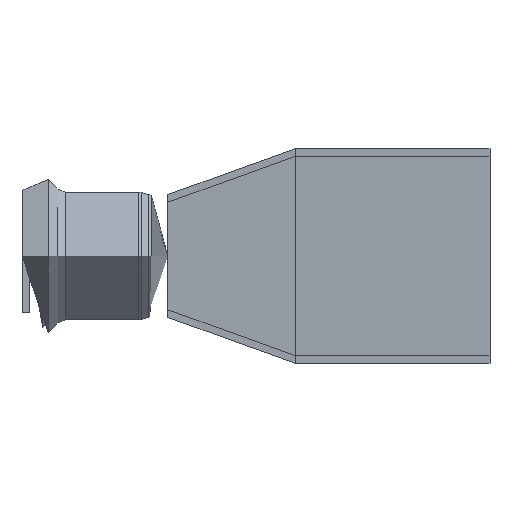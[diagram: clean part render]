
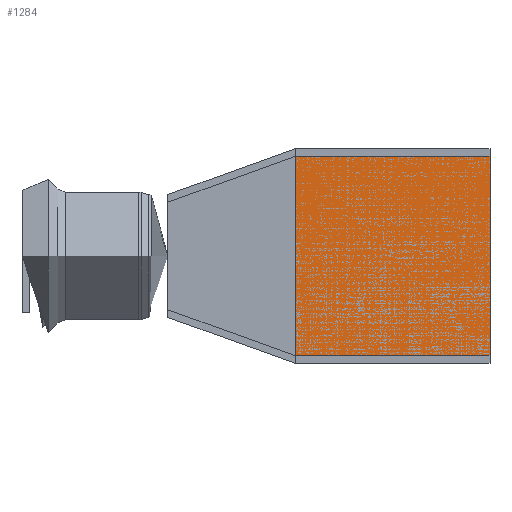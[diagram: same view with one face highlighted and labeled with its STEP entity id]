
A CAD part, top view. The second image highlights one B-rep face of the part: STEP entity #1284.
In plain terms, the highlighted free-form (B-spline) face has degree [1, 2] with [2, 9] control points.
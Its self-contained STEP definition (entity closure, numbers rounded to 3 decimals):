
#1233 = VERTEX_POINT('',#1234);
#1234 = CARTESIAN_POINT('',(-25.,-19.5,0.));
#1239 = EDGE_CURVE('',#1240,#1233,#1242,.T.);
#1240 = VERTEX_POINT('',#1241);
#1241 = CARTESIAN_POINT('',(-25.,19.5,0.));
#1242 = ( BOUNDED_CURVE() B_SPLINE_CURVE(2,(#1243,#1244,#1245,#1246,
#1247),.UNSPECIFIED.,.F.,.F.) B_SPLINE_CURVE_WITH_KNOTS((3,2,3),(0.,
1.571,3.142),.UNSPECIFIED.) CURVE() 
GEOMETRIC_REPRESENTATION_ITEM() RATIONAL_B_SPLINE_CURVE((1.,
0.707,1.,0.707,1.)) REPRESENTATION_ITEM('') );
#1243 = CARTESIAN_POINT('',(-25.,19.5,0.));
#1244 = CARTESIAN_POINT('',(-25.,19.5,19.5));
#1245 = CARTESIAN_POINT('',(-25.,0.,19.5));
#1246 = CARTESIAN_POINT('',(-25.,-19.5,19.5));
#1247 = CARTESIAN_POINT('',(-25.,-19.5,0.));
#1249 = EDGE_CURVE('',#1233,#1240,#1250,.T.);
#1250 = ( BOUNDED_CURVE() B_SPLINE_CURVE(2,(#1251,#1252,#1253,#1254,
#1255),.UNSPECIFIED.,.F.,.F.) B_SPLINE_CURVE_WITH_KNOTS((3,2,3),(
    3.142,4.712,6.283),
.PIECEWISE_BEZIER_KNOTS.) CURVE() GEOMETRIC_REPRESENTATION_ITEM() 
RATIONAL_B_SPLINE_CURVE((1.,0.707,1.,0.707,1.)) 
REPRESENTATION_ITEM('') );
#1251 = CARTESIAN_POINT('',(-25.,-19.5,0.));
#1252 = CARTESIAN_POINT('',(-25.,-19.5,-19.5));
#1253 = CARTESIAN_POINT('',(-25.,0.,-19.5));
#1254 = CARTESIAN_POINT('',(-25.,19.5,-19.5));
#1255 = CARTESIAN_POINT('',(-25.,19.5,0.));
#1284 = ADVANCED_FACE('',(#1285),#1315,.T.);
#1285 = FACE_BOUND('',#1286,.T.);
#1286 = EDGE_LOOP('',(#1287,#1288,#1295,#1305,#1313,#1314));
#1287 = ORIENTED_EDGE('',*,*,#1239,.T.);
#1288 = ORIENTED_EDGE('',*,*,#1289,.T.);
#1289 = EDGE_CURVE('',#1233,#1290,#1292,.T.);
#1290 = VERTEX_POINT('',#1291);
#1291 = CARTESIAN_POINT('',(-63.,-19.5,0.));
#1292 = B_SPLINE_CURVE_WITH_KNOTS('',1,(#1293,#1294),.UNSPECIFIED.,.F.,
  .F.,(2,2),(-0.974,0.974),.PIECEWISE_BEZIER_KNOTS.);
#1293 = CARTESIAN_POINT('',(-25.,-19.5,0.));
#1294 = CARTESIAN_POINT('',(-63.,-19.5,0.));
#1295 = ORIENTED_EDGE('',*,*,#1296,.F.);
#1296 = EDGE_CURVE('',#1297,#1290,#1299,.T.);
#1297 = VERTEX_POINT('',#1298);
#1298 = CARTESIAN_POINT('',(-63.,19.5,0.));
#1299 = ( BOUNDED_CURVE() B_SPLINE_CURVE(2,(#1300,#1301,#1302,#1303,
#1304),.UNSPECIFIED.,.F.,.F.) B_SPLINE_CURVE_WITH_KNOTS((3,2,3),(0.,
1.571,3.142),.UNSPECIFIED.) CURVE() 
GEOMETRIC_REPRESENTATION_ITEM() RATIONAL_B_SPLINE_CURVE((1.,
0.707,1.,0.707,1.)) REPRESENTATION_ITEM('') );
#1300 = CARTESIAN_POINT('',(-63.,19.5,0.));
#1301 = CARTESIAN_POINT('',(-63.,19.5,19.5));
#1302 = CARTESIAN_POINT('',(-63.,0.,19.5));
#1303 = CARTESIAN_POINT('',(-63.,-19.5,19.5));
#1304 = CARTESIAN_POINT('',(-63.,-19.5,0.));
#1305 = ORIENTED_EDGE('',*,*,#1306,.F.);
#1306 = EDGE_CURVE('',#1290,#1297,#1307,.T.);
#1307 = ( BOUNDED_CURVE() B_SPLINE_CURVE(2,(#1308,#1309,#1310,#1311,
#1312),.UNSPECIFIED.,.F.,.F.) B_SPLINE_CURVE_WITH_KNOTS((3,2,3),(
    3.142,4.712,6.283),
.PIECEWISE_BEZIER_KNOTS.) CURVE() GEOMETRIC_REPRESENTATION_ITEM() 
RATIONAL_B_SPLINE_CURVE((1.,0.707,1.,0.707,1.)) 
REPRESENTATION_ITEM('') );
#1308 = CARTESIAN_POINT('',(-63.,-19.5,0.));
#1309 = CARTESIAN_POINT('',(-63.,-19.5,-19.5));
#1310 = CARTESIAN_POINT('',(-63.,0.,-19.5));
#1311 = CARTESIAN_POINT('',(-63.,19.5,-19.5));
#1312 = CARTESIAN_POINT('',(-63.,19.5,0.));
#1313 = ORIENTED_EDGE('',*,*,#1289,.F.);
#1314 = ORIENTED_EDGE('',*,*,#1249,.T.);
#1315 = ( BOUNDED_SURFACE() B_SPLINE_SURFACE(1,2,(
    (#1316,#1317,#1318,#1319,#1320,#1321,#1322,#1323,#1324)
    ,(#1325,#1326,#1327,#1328,#1329,#1330,#1331,#1332,#1333
)),.UNSPECIFIED.,.F.,.T.,.F.) B_SPLINE_SURFACE_WITH_KNOTS((2,2),(1,2,2,2
    ,2,2,1),(-0.974,0.974),(-4.712,
    -3.142,-1.571,0.,1.571,3.142,
4.712),.UNSPECIFIED.) GEOMETRIC_REPRESENTATION_ITEM() 
RATIONAL_B_SPLINE_SURFACE((
    (1.,0.707,1.,0.707,1.,0.707,1.
      ,0.707,1.)
    ,(1.,0.707,1.,0.707,1.,0.707,1.
,0.707,1.))) REPRESENTATION_ITEM('') SURFACE() );
#1316 = CARTESIAN_POINT('',(-63.,-19.5,0.));
#1317 = CARTESIAN_POINT('',(-63.,-19.5,-19.5));
#1318 = CARTESIAN_POINT('',(-63.,0.,-19.5));
#1319 = CARTESIAN_POINT('',(-63.,19.5,-19.5));
#1320 = CARTESIAN_POINT('',(-63.,19.5,0.));
#1321 = CARTESIAN_POINT('',(-63.,19.5,19.5));
#1322 = CARTESIAN_POINT('',(-63.,0.,19.5));
#1323 = CARTESIAN_POINT('',(-63.,-19.5,19.5));
#1324 = CARTESIAN_POINT('',(-63.,-19.5,0.));
#1325 = CARTESIAN_POINT('',(-25.,-19.5,0.));
#1326 = CARTESIAN_POINT('',(-25.,-19.5,-19.5));
#1327 = CARTESIAN_POINT('',(-25.,0.,-19.5));
#1328 = CARTESIAN_POINT('',(-25.,19.5,-19.5));
#1329 = CARTESIAN_POINT('',(-25.,19.5,0.));
#1330 = CARTESIAN_POINT('',(-25.,19.5,19.5));
#1331 = CARTESIAN_POINT('',(-25.,0.,19.5));
#1332 = CARTESIAN_POINT('',(-25.,-19.5,19.5));
#1333 = CARTESIAN_POINT('',(-25.,-19.5,0.));
